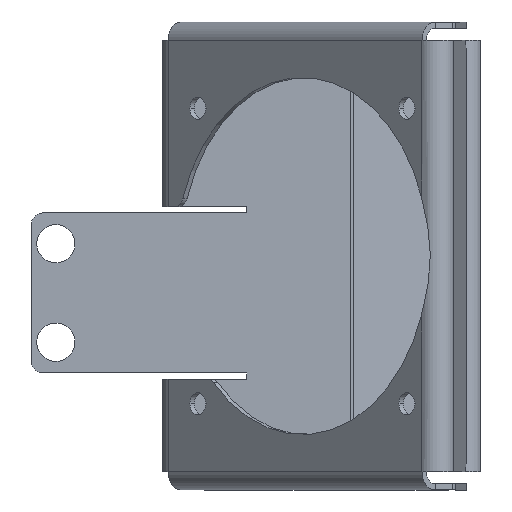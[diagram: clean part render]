
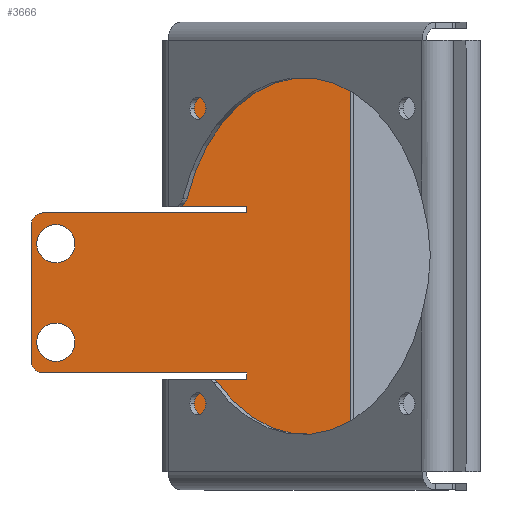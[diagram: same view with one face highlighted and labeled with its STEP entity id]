
A CAD part, left-side view. The second image highlights one B-rep face of the part: STEP entity #3666.
In plain terms, the highlighted planar face has unit normal (-1, 0, 0).
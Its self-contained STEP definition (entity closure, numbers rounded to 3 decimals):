
#80 = VERTEX_POINT ( 'NONE', #3935 ) ;
#100 = LINE ( 'NONE', #3774, #5399 ) ;
#108 = ORIENTED_EDGE ( 'NONE', *, *, #6297, .T. ) ;
#120 = CARTESIAN_POINT ( 'NONE',  ( -18., 35., 8. ) ) ;
#127 = EDGE_CURVE ( 'NONE', #3203, #4328, #2055, .T. ) ;
#156 = LINE ( 'NONE', #1380, #5451 ) ;
#158 = CARTESIAN_POINT ( 'NONE',  ( -18., 18.5, 35. ) ) ;
#172 = CARTESIAN_POINT ( 'NONE',  ( -18., 23.835, 0. ) ) ;
#182 = CIRCLE ( 'NONE', #5400, 1. ) ;
#202 = AXIS2_PLACEMENT_3D ( 'NONE', #2623, #4714, #1498 ) ;
#263 = EDGE_CURVE ( 'NONE', #6598, #5469, #4042, .T. ) ;
#383 = CARTESIAN_POINT ( 'NONE',  ( -18., 10., 35. ) ) ;
#397 = AXIS2_PLACEMENT_3D ( 'NONE', #2383, #6050, #2905 ) ;
#424 = VECTOR ( 'NONE', #6075, 1000. ) ;
#475 = VECTOR ( 'NONE', #4276, 1000. ) ;
#509 = VERTEX_POINT ( 'NONE', #3362 ) ;
#563 = CARTESIAN_POINT ( 'NONE',  ( -18., 36., 21. ) ) ;
#596 = DIRECTION ( 'NONE',  ( 0., 0., 1. ) ) ;
#647 = EDGE_CURVE ( 'NONE', #4002, #2223, #5591, .T. ) ;
#657 = FACE_OUTER_BOUND ( 'NONE', #4986, .T. ) ;
#769 = DIRECTION ( 'NONE',  ( 0., 0., -1. ) ) ;
#792 = CARTESIAN_POINT ( 'NONE',  ( -18., 36., 9. ) ) ;
#850 = ORIENTED_EDGE ( 'NONE', *, *, #2575, .T. ) ;
#851 = ORIENTED_EDGE ( 'NONE', *, *, #4819, .F. ) ;
#913 = CARTESIAN_POINT ( 'NONE',  ( -18., 23.835, 35. ) ) ;
#920 = CARTESIAN_POINT ( 'NONE',  ( -18., 36., 8. ) ) ;
#931 = VECTOR ( 'NONE', #3880, 1000. ) ;
#965 = CIRCLE ( 'NONE', #6635, 1.55 ) ;
#1116 = EDGE_CURVE ( 'NONE', #3100, #5801, #5809, .T. ) ;
#1118 = LINE ( 'NONE', #4854, #6556 ) ;
#1302 = ORIENTED_EDGE ( 'NONE', *, *, #1805, .T. ) ;
#1305 = CARTESIAN_POINT ( 'NONE',  ( -18., 36., 20. ) ) ;
#1335 = EDGE_CURVE ( 'NONE', #509, #4703, #4514, .T. ) ;
#1380 = CARTESIAN_POINT ( 'NONE',  ( -18., 23.835, 35. ) ) ;
#1400 = DIRECTION ( 'NONE',  ( 1., 0., 0. ) ) ;
#1447 = DIRECTION ( 'NONE',  ( 0., 0., -1. ) ) ;
#1498 = DIRECTION ( 'NONE',  ( 0., -1., 0. ) ) ;
#1508 = LINE ( 'NONE', #6591, #424 ) ;
#1584 = ORIENTED_EDGE ( 'NONE', *, *, #5342, .T. ) ;
#1619 = VECTOR ( 'NONE', #4803, 1000. ) ;
#1629 = DIRECTION ( 'NONE',  ( 0., 1., 0. ) ) ;
#1637 = AXIS2_PLACEMENT_3D ( 'NONE', #5201, #2042, #5717 ) ;
#1648 = EDGE_CURVE ( 'NONE', #3100, #4418, #2691, .T. ) ;
#1663 = VERTEX_POINT ( 'NONE', #6256 ) ;
#1669 = CIRCLE ( 'NONE', #397, 1.55 ) ;
#1696 = DIRECTION ( 'NONE',  ( 0., -1., 0. ) ) ;
#1716 = ORIENTED_EDGE ( 'NONE', *, *, #2618, .T. ) ;
#1726 = ORIENTED_EDGE ( 'NONE', *, *, #4883, .F. ) ;
#1805 = EDGE_CURVE ( 'NONE', #3203, #6009, #100, .T. ) ;
#1806 = VERTEX_POINT ( 'NONE', #2711 ) ;
#1891 = CARTESIAN_POINT ( 'NONE',  ( -18., 18.5, 35. ) ) ;
#1904 = DIRECTION ( 'NONE',  ( 0., 0., -1. ) ) ;
#2003 = EDGE_CURVE ( 'NONE', #2581, #1806, #182, .T. ) ;
#2042 = DIRECTION ( 'NONE',  ( 1., 0., 0. ) ) ;
#2055 = LINE ( 'NONE', #4188, #475 ) ;
#2103 = EDGE_LOOP ( 'NONE', ( #3966, #2441 ) ) ;
#2223 = VERTEX_POINT ( 'NONE', #5242 ) ;
#2275 = VECTOR ( 'NONE', #5668, 1000. ) ;
#2301 = CARTESIAN_POINT ( 'NONE',  ( -18., 34., 16.95 ) ) ;
#2342 = LINE ( 'NONE', #158, #931 ) ;
#2383 = CARTESIAN_POINT ( 'NONE',  ( -18., 34., 18.5 ) ) ;
#2388 = CARTESIAN_POINT ( 'NONE',  ( -18., 35., 20. ) ) ;
#2441 = ORIENTED_EDGE ( 'NONE', *, *, #1335, .T. ) ;
#2466 = LINE ( 'NONE', #4275, #5086 ) ;
#2499 = EDGE_CURVE ( 'NONE', #5801, #1663, #2342, .T. ) ;
#2575 = EDGE_CURVE ( 'NONE', #5469, #6598, #1669, .T. ) ;
#2581 = VERTEX_POINT ( 'NONE', #1305 ) ;
#2604 = CARTESIAN_POINT ( 'NONE',  ( -18., 34., 12.05 ) ) ;
#2605 = ORIENTED_EDGE ( 'NONE', *, *, #1116, .T. ) ;
#2618 = EDGE_CURVE ( 'NONE', #6049, #4002, #1508, .T. ) ;
#2623 = CARTESIAN_POINT ( 'NONE',  ( -18., 34., 18.5 ) ) ;
#2625 = DIRECTION ( 'NONE',  ( 0., -1., 0. ) ) ;
#2691 = CIRCLE ( 'NONE', #1637, 1. ) ;
#2711 = CARTESIAN_POINT ( 'NONE',  ( -18., 35., 21. ) ) ;
#2750 = DIRECTION ( 'NONE',  ( 0., 0., 1. ) ) ;
#2829 = CARTESIAN_POINT ( 'NONE',  ( -18., 23.835, 21.5 ) ) ;
#2844 = DIRECTION ( 'NONE',  ( 1., 0., 0. ) ) ;
#2861 = VECTOR ( 'NONE', #2625, 1000. ) ;
#2905 = DIRECTION ( 'NONE',  ( 0., -1., 0. ) ) ;
#2916 = DIRECTION ( 'NONE',  ( 0., -1., 0. ) ) ;
#2967 = CARTESIAN_POINT ( 'NONE',  ( -18., 23.835, 7.5 ) ) ;
#2968 = ORIENTED_EDGE ( 'NONE', *, *, #647, .T. ) ;
#3072 = ORIENTED_EDGE ( 'NONE', *, *, #5237, .T. ) ;
#3100 = VERTEX_POINT ( 'NONE', #120 ) ;
#3203 = VERTEX_POINT ( 'NONE', #3393 ) ;
#3212 = EDGE_LOOP ( 'NONE', ( #5776, #850 ) ) ;
#3219 = CARTESIAN_POINT ( 'NONE',  ( -18., 10., 35. ) ) ;
#3289 = EDGE_CURVE ( 'NONE', #3890, #4328, #156, .T. ) ;
#3362 = CARTESIAN_POINT ( 'NONE',  ( -18., 34., 8.95 ) ) ;
#3393 = CARTESIAN_POINT ( 'NONE',  ( -18., 10.099, 0. ) ) ;
#3570 = ORIENTED_EDGE ( 'NONE', *, *, #1648, .F. ) ;
#3666 = ADVANCED_FACE ( 'NONE', ( #4721, #657, #6103 ), #5361, .F. ) ;
#3680 = LINE ( 'NONE', #383, #2275 ) ;
#3774 = CARTESIAN_POINT ( 'NONE',  ( -18., 10.099, 35. ) ) ;
#3880 = DIRECTION ( 'NONE',  ( 0., 0., -1. ) ) ;
#3890 = VERTEX_POINT ( 'NONE', #2967 ) ;
#3935 = CARTESIAN_POINT ( 'NONE',  ( -18., 23.835, 35. ) ) ;
#3966 = ORIENTED_EDGE ( 'NONE', *, *, #5166, .T. ) ;
#4002 = VERTEX_POINT ( 'NONE', #5153 ) ;
#4042 = CIRCLE ( 'NONE', #202, 1.55 ) ;
#4137 = AXIS2_PLACEMENT_3D ( 'NONE', #3219, #4864, #1696 ) ;
#4178 = CARTESIAN_POINT ( 'NONE',  ( -18., 18.5, 8. ) ) ;
#4188 = CARTESIAN_POINT ( 'NONE',  ( -18., 10., 0. ) ) ;
#4275 = CARTESIAN_POINT ( 'NONE',  ( -18., 10., 7.5 ) ) ;
#4276 = DIRECTION ( 'NONE',  ( 0., 1., 0. ) ) ;
#4328 = VERTEX_POINT ( 'NONE', #172 ) ;
#4418 = VERTEX_POINT ( 'NONE', #792 ) ;
#4514 = CIRCLE ( 'NONE', #5779, 1.55 ) ;
#4524 = VECTOR ( 'NONE', #1447, 1000. ) ;
#4572 = CARTESIAN_POINT ( 'NONE',  ( -18., 34., 10.5 ) ) ;
#4703 = VERTEX_POINT ( 'NONE', #2604 ) ;
#4714 = DIRECTION ( 'NONE',  ( 1., 0., 0. ) ) ;
#4721 = FACE_BOUND ( 'NONE', #2103, .T. ) ;
#4803 = DIRECTION ( 'NONE',  ( 0., -1., 0. ) ) ;
#4819 = EDGE_CURVE ( 'NONE', #1806, #2223, #5980, .T. ) ;
#4854 = CARTESIAN_POINT ( 'NONE',  ( -18., 36., 21.5 ) ) ;
#4864 = DIRECTION ( 'NONE',  ( 1., 0., 0. ) ) ;
#4883 = EDGE_CURVE ( 'NONE', #4418, #2581, #1118, .T. ) ;
#4938 = DIRECTION ( 'NONE',  ( 0., -1., 0. ) ) ;
#4986 = EDGE_LOOP ( 'NONE', ( #1726, #3570, #2605, #6193, #1584, #6542, #6120, #1302, #108, #3072, #1716, #2968, #851, #5603 ) ) ;
#5086 = VECTOR ( 'NONE', #1629, 1000. ) ;
#5090 = DIRECTION ( 'NONE',  ( 0., -1., 0. ) ) ;
#5153 = CARTESIAN_POINT ( 'NONE',  ( -18., 18.5, 21.5 ) ) ;
#5166 = EDGE_CURVE ( 'NONE', #4703, #509, #965, .T. ) ;
#5201 = CARTESIAN_POINT ( 'NONE',  ( -18., 35., 9. ) ) ;
#5237 = EDGE_CURVE ( 'NONE', #80, #6049, #5899, .T. ) ;
#5242 = CARTESIAN_POINT ( 'NONE',  ( -18., 18.5, 21. ) ) ;
#5342 = EDGE_CURVE ( 'NONE', #1663, #3890, #2466, .T. ) ;
#5361 = PLANE ( 'NONE',  #4137 ) ;
#5399 = VECTOR ( 'NONE', #596, 1000. ) ;
#5400 = AXIS2_PLACEMENT_3D ( 'NONE', #2388, #6063, #2916 ) ;
#5421 = CARTESIAN_POINT ( 'NONE',  ( -18., 34., 20.05 ) ) ;
#5451 = VECTOR ( 'NONE', #1904, 1000. ) ;
#5469 = VERTEX_POINT ( 'NONE', #2301 ) ;
#5591 = LINE ( 'NONE', #1891, #6812 ) ;
#5603 = ORIENTED_EDGE ( 'NONE', *, *, #2003, .F. ) ;
#5668 = DIRECTION ( 'NONE',  ( 0., 1., 0. ) ) ;
#5717 = DIRECTION ( 'NONE',  ( 0., -1., 0. ) ) ;
#5776 = ORIENTED_EDGE ( 'NONE', *, *, #263, .T. ) ;
#5779 = AXIS2_PLACEMENT_3D ( 'NONE', #5981, #2844, #4938 ) ;
#5801 = VERTEX_POINT ( 'NONE', #4178 ) ;
#5809 = LINE ( 'NONE', #920, #2861 ) ;
#5899 = LINE ( 'NONE', #913, #4524 ) ;
#5912 = CARTESIAN_POINT ( 'NONE',  ( -18., 10.099, 35. ) ) ;
#5980 = LINE ( 'NONE', #563, #1619 ) ;
#5981 = CARTESIAN_POINT ( 'NONE',  ( -18., 34., 10.5 ) ) ;
#6009 = VERTEX_POINT ( 'NONE', #5912 ) ;
#6049 = VERTEX_POINT ( 'NONE', #2829 ) ;
#6050 = DIRECTION ( 'NONE',  ( 1., 0., 0. ) ) ;
#6063 = DIRECTION ( 'NONE',  ( 1., 0., 0. ) ) ;
#6075 = DIRECTION ( 'NONE',  ( 0., -1., 0. ) ) ;
#6103 = FACE_BOUND ( 'NONE', #3212, .T. ) ;
#6120 = ORIENTED_EDGE ( 'NONE', *, *, #127, .F. ) ;
#6193 = ORIENTED_EDGE ( 'NONE', *, *, #2499, .T. ) ;
#6256 = CARTESIAN_POINT ( 'NONE',  ( -18., 18.5, 7.5 ) ) ;
#6297 = EDGE_CURVE ( 'NONE', #6009, #80, #3680, .T. ) ;
#6542 = ORIENTED_EDGE ( 'NONE', *, *, #3289, .T. ) ;
#6556 = VECTOR ( 'NONE', #2750, 1000. ) ;
#6591 = CARTESIAN_POINT ( 'NONE',  ( -18., 10., 21.5 ) ) ;
#6598 = VERTEX_POINT ( 'NONE', #5421 ) ;
#6635 = AXIS2_PLACEMENT_3D ( 'NONE', #4572, #1400, #5090 ) ;
#6812 = VECTOR ( 'NONE', #769, 1000. ) ;
